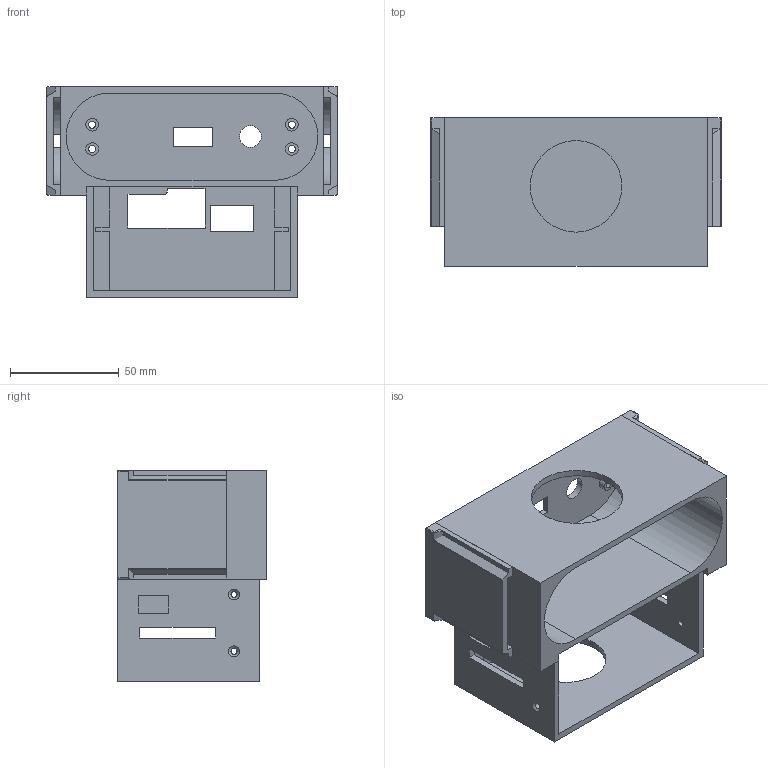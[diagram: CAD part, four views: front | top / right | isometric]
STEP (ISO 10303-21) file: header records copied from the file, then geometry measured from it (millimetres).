
FILE_DESCRIPTION(/* description */ (''),/* implementation_level */ '2;1');
FILE_NAME(/* name */ 'new zp-1 v9.step',/* time_stamp */ '2023-11-28T15:38:29+08:00',/* author */ (''),/* organization */ (''),/* preprocessor_version */ 'ST-DEVELOPER v20',/* originating_system */ 'Autodesk Translation Framework v12.14.0.127',/* authorisation */ '');
FILE_SCHEMA (('AUTOMOTIVE_DESIGN { 1 0 10303 214 3 1 1 }'));
Length unit declared in the file: millimetre
Products named in the file (3): new zp-1; 2023-11-16-fengkou; new one-1
Assembly tree (3 placements, depth 2):
  new zp-1
    2023-11-16-fengkou  x2
    new one-1
Bounding box: 133.8 x 68.3 x 97.2 mm (x, y, z)
Volume: 167098.4 mm3; surface area: 93761.8 mm2
Topology: 7 solids, 7 shells, 161 faces, 420 edges, 278 vertices
Faces by surface type: plane 119, cylinder 34, cone 8
Full cylindrical faces by diameter (mm): 2.8 x4, 3.25 x4, 5.8 x4, 10 x1, 37 x1, 42.2 x1
Entity records: 4024 total; most frequent: CARTESIAN_POINT 680, ORIENTED_EDGE 660, DIRECTION 658, EDGE_CURVE 330, LINE 266, VECTOR 266, VERTEX_POINT 218, AXIS2_PLACEMENT_3D 196
